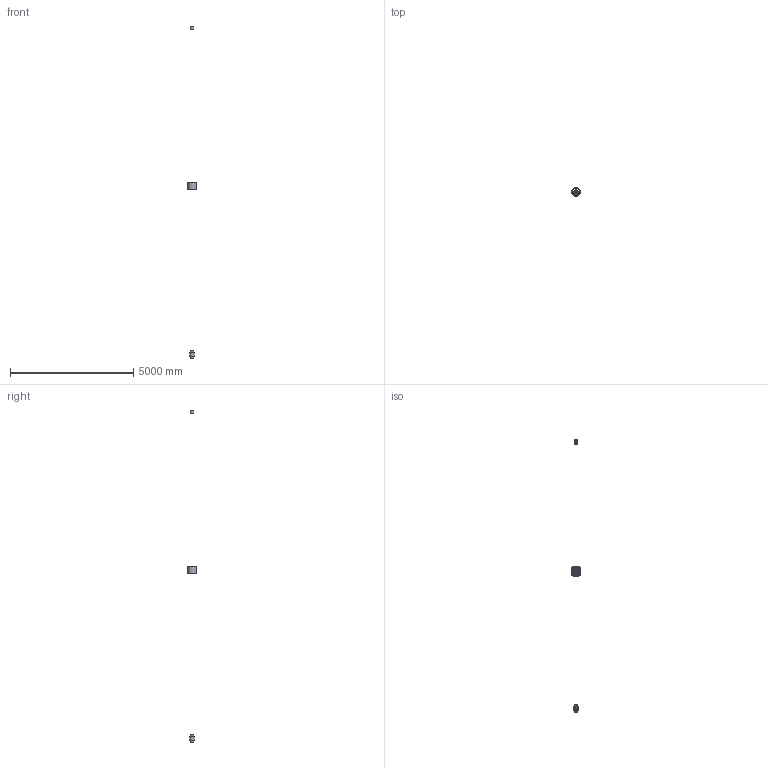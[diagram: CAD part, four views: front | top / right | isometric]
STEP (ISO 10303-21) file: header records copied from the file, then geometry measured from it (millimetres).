
FILE_DESCRIPTION(('FreeCAD Model'),'2;1');
FILE_NAME('RB26Pipe.step','2020-09-30T12:33:04',('Author'),(''), 'Open CASCADE STEP processor 7.4','FreeCAD','Unknown');
FILE_SCHEMA(('AUTOMOTIVE_DESIGN { 1 0 10303 214 1 1 1 1 }'));
Length unit declared in the file: millimetre
Products named in the file (113): RB26Pipe; RB26s12; RB26s1RFlange; GDMLPolycone_TGeoPcon0x58; RB26s1RFlangeIs; GDMLPolycone_TGeoPcon0x59; RB26s1RFlangeCr; GDMLPolycone_TGeoPcon0x60; RB26s1RFlangeFp; GDMLPolycone_TGeoPcon0x61; RB26s12TubeM; GDMLPolycone_TGeoPcon0x62; RB26s12Tube; GDMLPolycone_TGeoPcon0x63; RB26s12TubeIns; GDMLPolycone_TGeoPcon0x64; RB26s2Compensator; GDMLPolycone_TGeoPcon0x65; RB26s2Bellow; GDMLTube_TGeoTube0x44; RB26s2LowerPlie; intersection_RB26s2LowerPlie0x1; RB26s2Wiggle; RB26s2PlieConn1; GDMLTube_TGeoTube0x45; RB26s2UpperPlie; intersection_RB26s2UpperPlie0x1; RB26s2CompLeftTube; GDMLTube_TGeoTube0x46; RB26s2CompRightTube; GDMLTube_TGeoTube0x47; RB26s2CompRing; GDMLTube_TGeoTube0x48; RB26s2CompProtTube; GDMLTube_TGeoTube0x49; RB26s2FFlangeM; GDMLPolycone_TGeoPcon0x66; RB26s2FFlange; GDMLPolycone_TGeoPcon0x67; RB26s3 ...
Assembly tree (157 placements, depth 7):
  RB26Pipe
    RB26s12
      RB26s1RFlange
        GDMLPolycone_TGeoPcon0x58
        RB26s1RFlangeIs
          GDMLPolycone_TGeoPcon0x59
        RB26s1RFlangeCr
          GDMLPolycone_TGeoPcon0x60
        RB26s1RFlangeFp
          GDMLPolycone_TGeoPcon0x61
      RB26s12TubeM
        GDMLPolycone_TGeoPcon0x62
        RB26s12Tube
          GDMLPolycone_TGeoPcon0x63
          RB26s12TubeIns
            GDMLPolycone_TGeoPcon0x64
      RB26s2Compensator
        GDMLPolycone_TGeoPcon0x65
        RB26s2Bellow
          GDMLTube_TGeoTube0x44
          RB26s2LowerPlie
            intersection_RB26s2LowerPlie0x1
          RB26s2Wiggle  x14
            RB26s2PlieConn1
              GDMLTube_TGeoTube0x45
            RB26s2UpperPlie
              intersection_RB26s2UpperPlie0x1
            RB26s2LowerPlie
              intersection_RB26s2LowerPlie0x1
        RB26s2CompLeftTube
          GDMLTube_TGeoTube0x46
        RB26s2CompRightTube
          GDMLTube_TGeoTube0x47
        RB26s2CompRing
          GDMLTube_TGeoTube0x48
        RB26s2CompProtTube
          GDMLTube_TGeoTube0x49
      RB26s2FFlangeM
        GDMLPolycone_TGeoPcon0x66
        RB26s2FFlange
          GDMLPolycone_TGeoPcon0x67
    RB26s3
      RB26s3SFlangeM
        GDMLPolycone_TGeoPcon0x68
        RB26s3SFlange
          GDMLPolycone_TGeoPcon0x69
      RB26s3FixedPointM
        GDMLPolycone_TGeoPcon0x70
        RB26s3FixedPoint
          GDMLPolycone_TGeoPcon0x71
      RB26s3TubeM
        GDMLPolycone_TGeoPcon0x72
        RB26s3Tube
          GDMLPolycone_TGeoPcon0x73
          RB26s3TubeIns
            GDMLPolycone_TGeoPcon0x74
      RB26s3Compensator
        GDMLPolycone_TGeoPcon0x75
        RB26s3Bellow
          GDMLTube_TGeoTube0x50
Bounding box: 362 x 362 x 13446.6 mm (x, y, z)
Volume: 5517482.7 mm3; surface area: 3662161.2 mm2
Topology: 182 solids, 182 shells, 884 faces, 1578 edges, 884 vertices
Faces by surface type: cylinder 407, torus 287, plane 190
Full cylindrical faces by diameter (mm): 103.2 x1, 106.79 x62, 112 x1, 120 x2, 121.2 x16, 121.21 x60, 123 x3, 124.8 x1, 124.852 x58, 140.148 x56, 143.8 x15, 160 x2, 162 x1, 181 x2, 182 x1, 300 x1, 301 x15, 308.368 x54, 332.632 x52, 340 x1, 361 x2, 362 x1
Entity records: 6792 total; most frequent: DIRECTION 1071, CARTESIAN_POINT 802, AXIS2_PLACEMENT_3D 360, ORIENTED_EDGE 308, PCURVE 308, DEFINITIONAL_REPRESENTATION 308, LINE 295, VECTOR 295
